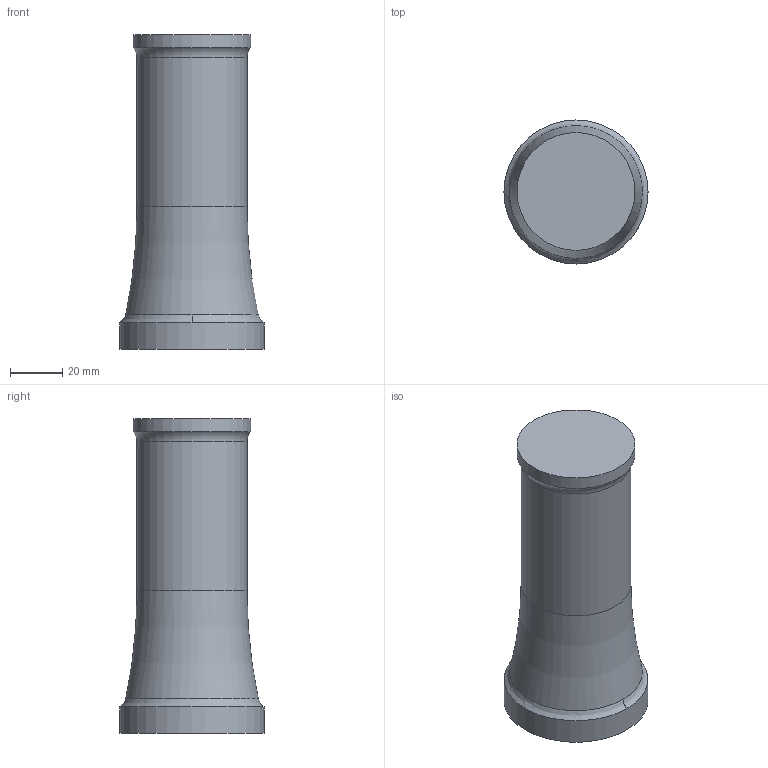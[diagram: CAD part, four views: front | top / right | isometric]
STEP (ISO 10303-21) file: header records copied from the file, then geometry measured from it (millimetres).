
FILE_DESCRIPTION(/* description */ (''),/* implementation_level */ '2;1');
FILE_NAME(/* name */ 'headtube - BFS 120mm v0.step',/* time_stamp */ '2022-12-03T11:03:14-08:00',/* author */ (''),/* organization */ (''),/* preprocessor_version */ 'ST-DEVELOPER v19.2',/* originating_system */ 'Autodesk Translation Framework v11.17.0.187',/* authorisation */ '');
FILE_SCHEMA (('AUTOMOTIVE_DESIGN { 1 0 10303 214 3 1 1 }'));
Length unit declared in the file: millimetre
Products named in the file (1): headtube - BFS 120mm
Bounding box: 55 x 55 x 120 mm (x, y, z)
Volume: 188053.4 mm3; surface area: 20969.3 mm2
Topology: 1 solids, 1 shells, 9 faces, 19 edges, 11 vertices
Faces by surface type: cylinder 3, bspline 2, torus 2, plane 2
Full cylindrical faces by diameter (mm): 42 x1, 45 x1, 55 x1
Entity records: 465 total; most frequent: CARTESIAN_POINT 246, DIRECTION 41, ORIENTED_EDGE 36, AXIS2_PLACEMENT_3D 19, EDGE_CURVE 18, CIRCLE 11, VERTEX_POINT 11, FACE_OUTER_BOUND 9
